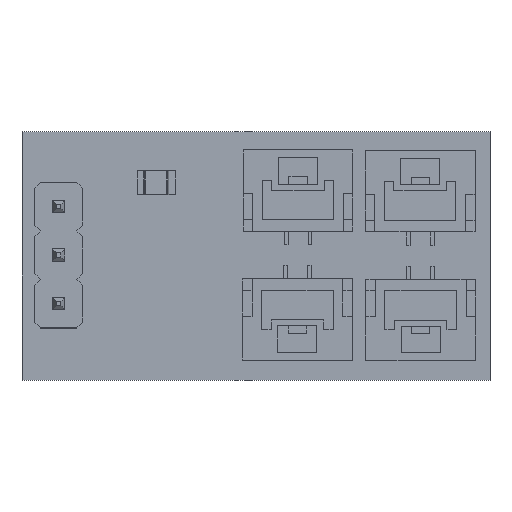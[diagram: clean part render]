
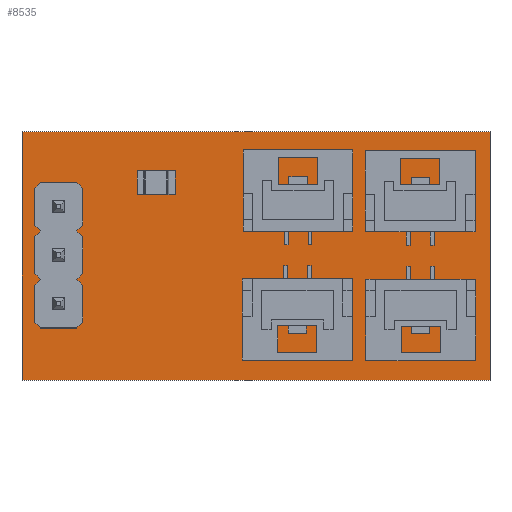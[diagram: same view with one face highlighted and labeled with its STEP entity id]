
A CAD part, top view. The second image highlights one B-rep face of the part: STEP entity #8535.
In plain terms, the highlighted planar face has unit normal (0, 0, 1).
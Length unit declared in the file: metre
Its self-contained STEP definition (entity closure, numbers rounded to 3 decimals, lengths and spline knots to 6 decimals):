
#58=FACE_OUTER_BOUND('',#504,.T.);
#504=EDGE_LOOP('',(#5287,#5288,#5289,#5290));
#965=LINE('',#11537,#2140);
#968=LINE('',#11543,#2143);
#971=LINE('',#11549,#2146);
#974=LINE('',#11554,#2149);
#2140=VECTOR('',#9459,1.);
#2143=VECTOR('',#9464,1.);
#2146=VECTOR('',#9469,1.);
#2149=VECTOR('',#9474,1.);
#3315=VERTEX_POINT('',#11534);
#3316=VERTEX_POINT('',#11536);
#3318=VERTEX_POINT('',#11542);
#3320=VERTEX_POINT('',#11548);
#4089=EDGE_CURVE('',#3316,#3315,#965,.T.);
#4092=EDGE_CURVE('',#3318,#3316,#968,.T.);
#4095=EDGE_CURVE('',#3320,#3318,#971,.T.);
#4098=EDGE_CURVE('',#3315,#3320,#974,.T.);
#5287=ORIENTED_EDGE('',*,*,#4089,.T.);
#5288=ORIENTED_EDGE('',*,*,#4098,.T.);
#5289=ORIENTED_EDGE('',*,*,#4095,.T.);
#5290=ORIENTED_EDGE('',*,*,#4092,.T.);
#7630=PLANE('',#9009);
#8535=ADVANCED_FACE('',(#58),#7630,.T.);
#9009=AXIS2_PLACEMENT_3D('',#11557,#9478,#9479);
#9459=DIRECTION('',(0.,1.,0.));
#9464=DIRECTION('',(1.,0.,0.));
#9469=DIRECTION('',(0.,-1.,0.));
#9474=DIRECTION('',(-1.,0.,0.));
#9478=DIRECTION('center_axis',(0.,0.,1.));
#9479=DIRECTION('ref_axis',(1.,0.,0.));
#11534=CARTESIAN_POINT('',(0.01225,0.0065,0.00075));
#11536=CARTESIAN_POINT('',(0.01225,-0.0065,0.00075));
#11537=CARTESIAN_POINT('',(0.01225,0.0065,0.00075));
#11542=CARTESIAN_POINT('',(-0.01225,-0.0065,0.00075));
#11543=CARTESIAN_POINT('',(-0.01225,-0.0065,0.00075));
#11548=CARTESIAN_POINT('',(-0.01225,0.0065,0.00075));
#11549=CARTESIAN_POINT('',(-0.01225,0.0065,0.00075));
#11554=CARTESIAN_POINT('',(-0.01225,0.0065,0.00075));
#11557=CARTESIAN_POINT('Origin',(0.,0.,0.00075));
